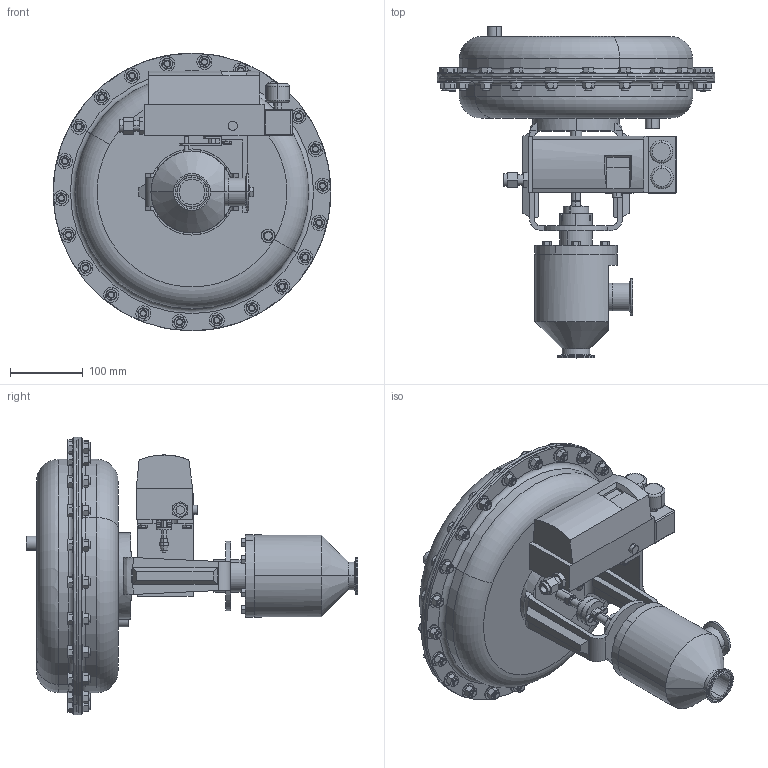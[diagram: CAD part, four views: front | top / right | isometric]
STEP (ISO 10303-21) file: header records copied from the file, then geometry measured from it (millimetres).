
FILE_DESCRIPTION (( 'STEP AP203' ), '1' );
FILE_NAME ('978SP-150-JD-85M-16IQ.STEP', '2017-06-12T20:43:29', ( '' ), ( '' ), 'SwSTEP 2.0', 'SolidWorks 2014', '' );
FILE_SCHEMA (( 'CONFIG_CONTROL_DESIGN' ));
Length unit declared in the file: inch
Products named in the file (2): 978SP-150-JD-85M-16IQ
Bounding box: 381 x 455.38 x 381 mm (x, y, z)
Volume: 11974713.8 mm3; surface area: 591762.5 mm2
Topology: 1 solids, 1 shells, 1492 faces, 3385 edges, 2056 vertices
Faces by surface type: plane 633, cone 547, cylinder 284, torus 22, bspline 4, sphere 2
Entity records: 45008 total; most frequent: CARTESIAN_POINT 12519, ORIENTED_EDGE 6762, DIRECTION 6563, EDGE_CURVE 3381, AXIS2_PLACEMENT_3D 2656, VERTEX_POINT 2056, EDGE_LOOP 1665, FACE_OUTER_BOUND 1492
